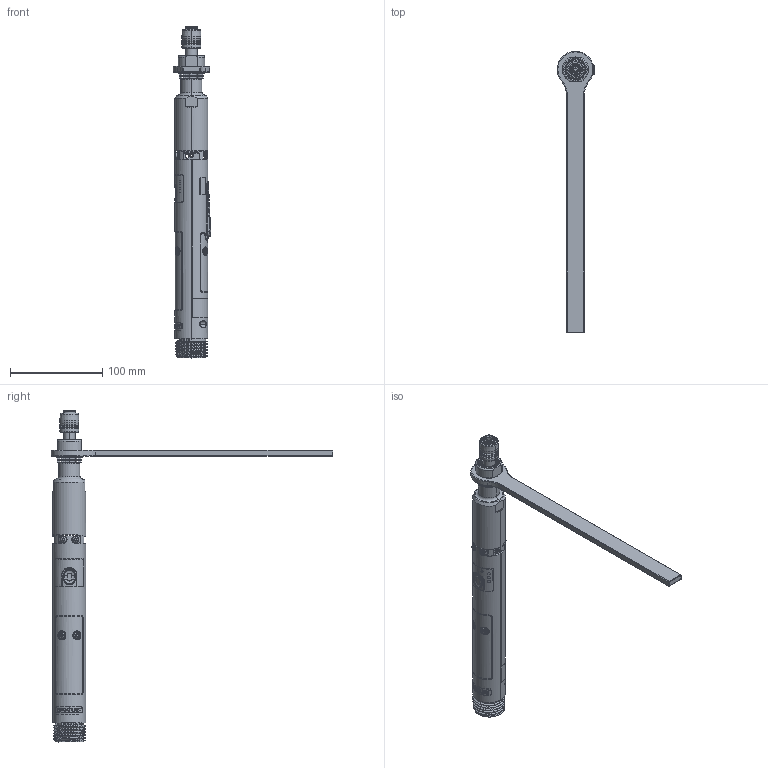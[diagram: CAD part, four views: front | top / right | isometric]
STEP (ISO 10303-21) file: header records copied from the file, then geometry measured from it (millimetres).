
FILE_DESCRIPTION((''),'2;1');
FILE_NAME('EB12LB-6','2011-11-16T',('EJF1116'),(''),'PRO/ENGINEER BY PARAMETRIC TECHNOLOGY CORPORATION, 2010430','PRO/ENGINEER BY PARAMETRIC TECHNOLOGY CORPORATION, 2010430','');
FILE_SCHEMA(('CONFIG_CONTROL_DESIGN'));
Products named in the file (1): EB12LB-6
Bounding box: 40.74 x 304.8 x 359.33 mm (x, y, z)
Surface area: 79826.6 mm2 (no closed solid volume)
Topology: 0 solids, 173 shells, 794 faces, 3942 edges, 3272 vertices
Faces by surface type: cylinder 309, plane 261, bspline 115, torus 54, cone 39, extrusion 11, sphere 5
Entity records: 53218 total; most frequent: CARTESIAN_POINT 25729, ORIENTED_EDGE 4870, DIRECTION 4862, EDGE_CURVE 3942, VERTEX_POINT 3272, AXIS2_PLACEMENT_3D 1633, VECTOR 1596, LINE 1585
